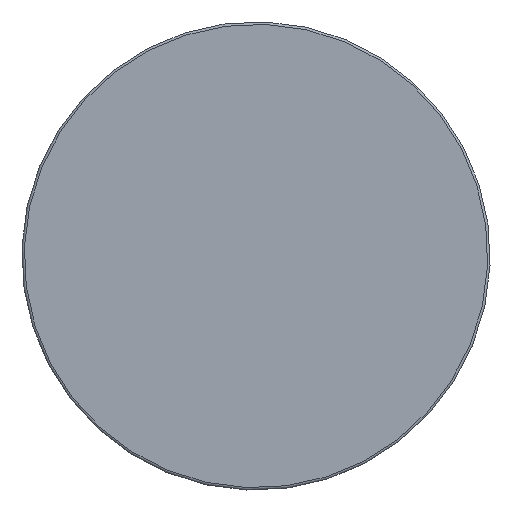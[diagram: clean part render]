
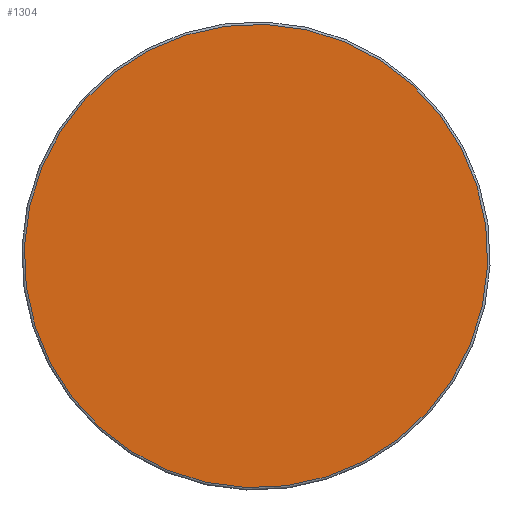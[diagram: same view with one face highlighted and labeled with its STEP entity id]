
A CAD part, front view. The second image highlights one B-rep face of the part: STEP entity #1304.
In plain terms, the highlighted planar face has unit normal (0, -1, 0).
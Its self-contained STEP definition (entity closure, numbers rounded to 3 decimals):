
#265=FACE_OUTER_BOUND('',#357,.T.);
#357=EDGE_LOOP('',(#1074,#1075));
#456=CIRCLE('',#1485,118.75);
#457=CIRCLE('',#1486,118.75);
#575=VERTEX_POINT('',#2333);
#576=VERTEX_POINT('',#2334);
#745=EDGE_CURVE('',#575,#576,#456,.T.);
#746=EDGE_CURVE('',#576,#575,#457,.T.);
#1074=ORIENTED_EDGE('',*,*,#745,.T.);
#1075=ORIENTED_EDGE('',*,*,#746,.T.);
#1153=PLANE('',#1488);
#1304=ADVANCED_FACE('',(#265),#1153,.T.);
#1485=AXIS2_PLACEMENT_3D('',#2335,#1852,#1853);
#1486=AXIS2_PLACEMENT_3D('',#2336,#1854,#1855);
#1488=AXIS2_PLACEMENT_3D('',#2338,#1858,#1859);
#1852=DIRECTION('center_axis',(0.,-1.,0.));
#1853=DIRECTION('ref_axis',(0.215,0.,0.977));
#1854=DIRECTION('center_axis',(0.,-1.,0.));
#1855=DIRECTION('ref_axis',(0.215,0.,0.977));
#1858=DIRECTION('center_axis',(0.,-1.,0.));
#1859=DIRECTION('ref_axis',(0.977,0.,-0.215));
#2333=CARTESIAN_POINT('',(25.512,0.,115.977));
#2334=CARTESIAN_POINT('',(-115.977,0.,25.512));
#2335=CARTESIAN_POINT('Origin',(0.,0.,
0.));
#2336=CARTESIAN_POINT('Origin',(0.,0.,
0.));
#2338=CARTESIAN_POINT('Origin',(0.,0.,
0.));
